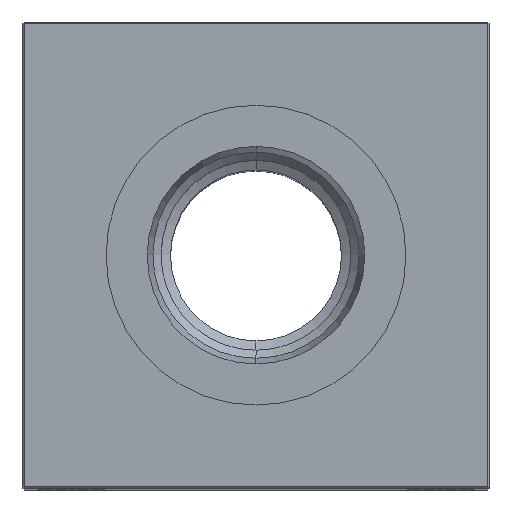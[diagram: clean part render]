
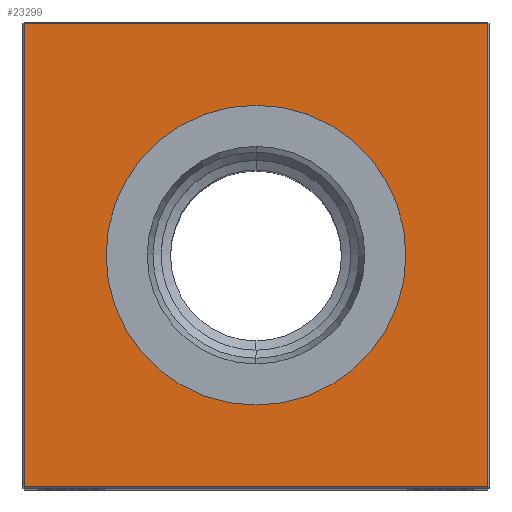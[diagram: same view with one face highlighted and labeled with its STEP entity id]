
A CAD part, top view. The second image highlights one B-rep face of the part: STEP entity #23299.
In plain terms, the highlighted planar face has unit normal (0, 0, 1).
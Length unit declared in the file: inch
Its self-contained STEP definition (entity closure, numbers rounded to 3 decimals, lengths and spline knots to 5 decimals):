
#615 = CIRCLE ( 'NONE', #7623, 0.96457 ) ;
#925 = CARTESIAN_POINT ( 'NONE',  ( 0., -0.96457, 6.25 ) ) ;
#1156 = EDGE_CURVE ( 'NONE', #9502, #6946, #5252, .T. ) ;
#1856 = ORIENTED_EDGE ( 'NONE', *, *, #1156, .T. ) ;
#1907 = CARTESIAN_POINT ( 'NONE',  ( 0., 1.49, 6.25 ) ) ;
#2747 = CARTESIAN_POINT ( 'NONE',  ( 0., 0., 6.25 ) ) ;
#3001 = FACE_OUTER_BOUND ( 'NONE', #10458, .T. ) ;
#3440 = CARTESIAN_POINT ( 'NONE',  ( -1.49, 0., 6.25 ) ) ;
#3886 = EDGE_CURVE ( 'NONE', #14651, #9012, #615, .T. ) ;
#4035 = DIRECTION ( 'NONE',  ( 0., 1., 0. ) ) ;
#5252 = LINE ( 'NONE', #3440, #17529 ) ;
#5576 = EDGE_CURVE ( 'NONE', #9012, #14651, #23317, .T. ) ;
#5644 = DIRECTION ( 'NONE',  ( -1., 0., 0. ) ) ;
#6025 = DIRECTION ( 'NONE',  ( -1., 0., 0. ) ) ;
#6066 = ORIENTED_EDGE ( 'NONE', *, *, #11807, .T. ) ;
#6946 = VERTEX_POINT ( 'NONE', #11528 ) ;
#7623 = AXIS2_PLACEMENT_3D ( 'NONE', #22329, #8310, #16168 ) ;
#8310 = DIRECTION ( 'NONE',  ( 0., 0., -1. ) ) ;
#8809 = ORIENTED_EDGE ( 'NONE', *, *, #5576, .T. ) ;
#9012 = VERTEX_POINT ( 'NONE', #13111 ) ;
#9101 = EDGE_LOOP ( 'NONE', ( #8809, #10417 ) ) ;
#9296 = EDGE_CURVE ( 'NONE', #6946, #19803, #10301, .T. ) ;
#9502 = VERTEX_POINT ( 'NONE', #16998 ) ;
#9724 = CARTESIAN_POINT ( 'NONE',  ( 0., -1.49, 6.25 ) ) ;
#10012 = AXIS2_PLACEMENT_3D ( 'NONE', #2747, #22827, #10728 ) ;
#10301 = LINE ( 'NONE', #9724, #12505 ) ;
#10417 = ORIENTED_EDGE ( 'NONE', *, *, #3886, .T. ) ;
#10458 = EDGE_LOOP ( 'NONE', ( #1856, #22206, #22010, #6066 ) ) ;
#10728 = DIRECTION ( 'NONE',  ( -1., 0., 0. ) ) ;
#11190 = CARTESIAN_POINT ( 'NONE',  ( 1.49, -1.49, 6.25 ) ) ;
#11496 = LINE ( 'NONE', #15381, #12857 ) ;
#11528 = CARTESIAN_POINT ( 'NONE',  ( -1.49, -1.49, 6.25 ) ) ;
#11807 = EDGE_CURVE ( 'NONE', #19894, #9502, #15445, .T. ) ;
#12505 = VECTOR ( 'NONE', #18165, 39.37008 ) ;
#12857 = VECTOR ( 'NONE', #4035, 39.37008 ) ;
#13111 = CARTESIAN_POINT ( 'NONE',  ( 0., 0.96457, 6.25 ) ) ;
#14651 = VERTEX_POINT ( 'NONE', #925 ) ;
#15381 = CARTESIAN_POINT ( 'NONE',  ( 1.49, 0., 6.25 ) ) ;
#15445 = LINE ( 'NONE', #1907, #25294 ) ;
#16168 = DIRECTION ( 'NONE',  ( -1., 0., 0. ) ) ;
#16998 = CARTESIAN_POINT ( 'NONE',  ( -1.49, 1.49, 6.25 ) ) ;
#17529 = VECTOR ( 'NONE', #24672, 39.37008 ) ;
#17558 = AXIS2_PLACEMENT_3D ( 'NONE', #18081, #23858, #5644 ) ;
#18081 = CARTESIAN_POINT ( 'NONE',  ( 0., 0., 6.25 ) ) ;
#18165 = DIRECTION ( 'NONE',  ( 1., 0., 0. ) ) ;
#18723 = PLANE ( 'NONE',  #10012 ) ;
#18850 = FACE_BOUND ( 'NONE', #9101, .T. ) ;
#19803 = VERTEX_POINT ( 'NONE', #11190 ) ;
#19894 = VERTEX_POINT ( 'NONE', #21400 ) ;
#21228 = EDGE_CURVE ( 'NONE', #19803, #19894, #11496, .T. ) ;
#21400 = CARTESIAN_POINT ( 'NONE',  ( 1.49, 1.49, 6.25 ) ) ;
#22010 = ORIENTED_EDGE ( 'NONE', *, *, #21228, .T. ) ;
#22206 = ORIENTED_EDGE ( 'NONE', *, *, #9296, .T. ) ;
#22329 = CARTESIAN_POINT ( 'NONE',  ( 0., 0., 6.25 ) ) ;
#22827 = DIRECTION ( 'NONE',  ( 0., 0., -1. ) ) ;
#23299 = ADVANCED_FACE ( 'NONE', ( #3001, #18850 ), #18723, .F. ) ;
#23317 = CIRCLE ( 'NONE', #17558, 0.96457 ) ;
#23858 = DIRECTION ( 'NONE',  ( 0., 0., -1. ) ) ;
#24672 = DIRECTION ( 'NONE',  ( 0., -1., 0. ) ) ;
#25294 = VECTOR ( 'NONE', #6025, 39.37008 ) ;
